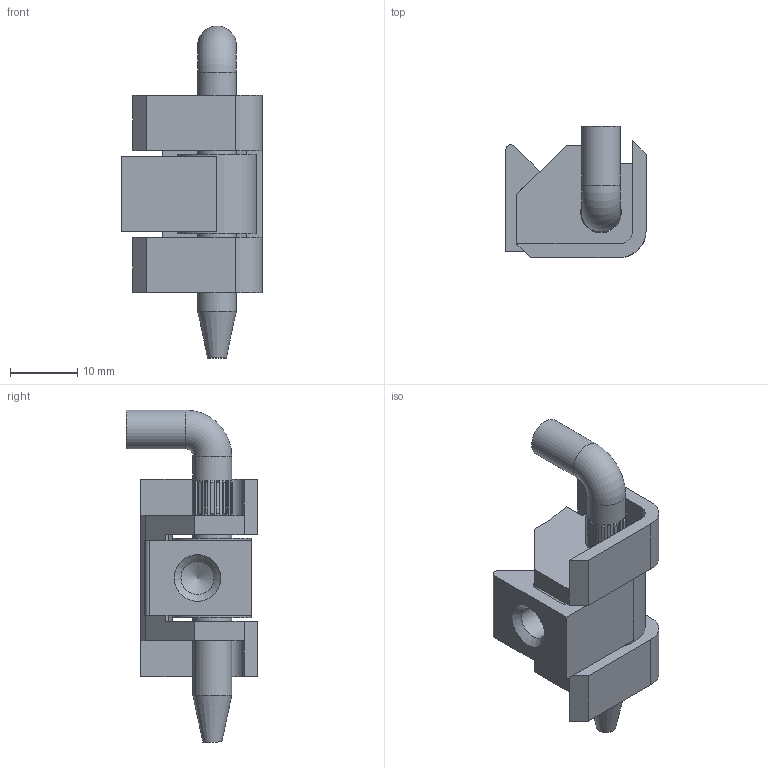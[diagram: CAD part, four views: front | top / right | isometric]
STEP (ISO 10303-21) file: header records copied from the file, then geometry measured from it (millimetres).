
FILE_DESCRIPTION(/* description */ (''),/* implementation_level */ '2;1');
FILE_NAME(/* name */ '',/* time_stamp */ '2025-03-25T10:43:12+02:00',/* author */ ('Рак'),/* organization */ (''),/* preprocessor_version */ 'ST-DEVELOPER v20',/* originating_system */ 'Autodesk Inventor 2025',/* authorisation */ '');
FILE_SCHEMA (('AUTOMOTIVE_DESIGN { 1 0 10303 214 3 1 1 }'));
Length unit declared in the file: millimetre
Products named in the file (4): RZ H231.1.1.1 Петля кутова; RZ; RZ_1; RZ_2
Assembly tree (3 placements, depth 2):
  RZ H231.1.1.1 Петля кутова
    RZ
    RZ_1
    RZ_2
Bounding box: 20.8 x 19.43 x 49.2 mm (x, y, z)
Volume: 5976.9 mm3; surface area: 5447 mm2
Topology: 13 solids, 13 shells, 191 faces, 454 edges, 301 vertices
Faces by surface type: plane 164, cylinder 23, cone 3, torus 1
Full cylindrical faces by diameter (mm): 4.917 x1, 5.75 x2, 6 x3, 11.6 x1
Entity records: 5735 total; most frequent: CARTESIAN_POINT 982, DIRECTION 934, ORIENTED_EDGE 926, EDGE_CURVE 463, LINE 388, VECTOR 388, VERTEX_POINT 321, AXIS2_PLACEMENT_3D 273
